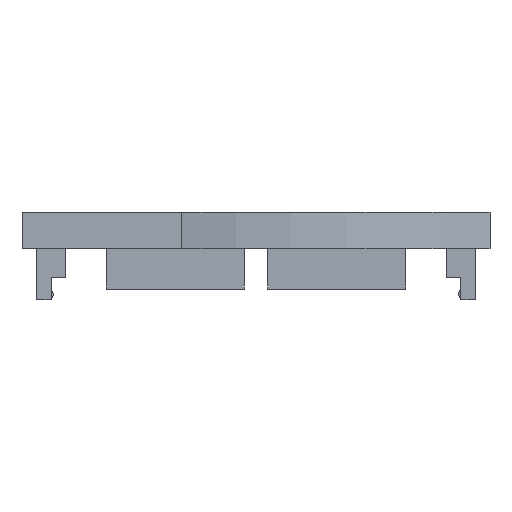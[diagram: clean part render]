
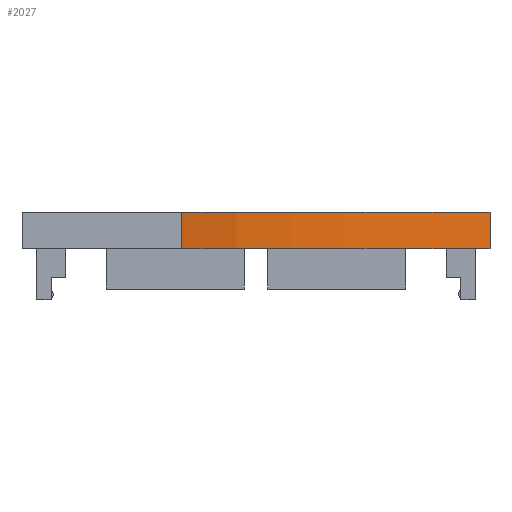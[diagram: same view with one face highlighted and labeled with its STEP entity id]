
A CAD part, left-side view. The second image highlights one B-rep face of the part: STEP entity #2027.
In plain terms, the highlighted cylindrical face has radius 48.083 mm (diameter 96.167 mm), a partial arc.
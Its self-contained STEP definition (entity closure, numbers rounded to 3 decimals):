
#37=CYLINDRICAL_SURFACE('',#2193,48.083);
#81=CIRCLE('',#2072,48.083);
#137=CIRCLE('',#2194,48.083);
#246=FACE_OUTER_BOUND('',#366,.T.);
#366=EDGE_LOOP('',(#1822,#1823,#1824,#1825));
#604=LINE('',#3319,#821);
#605=LINE('',#3323,#822);
#821=VECTOR('',#2711,10.);
#822=VECTOR('',#2716,10.);
#900=VERTEX_POINT('',#2963);
#901=VERTEX_POINT('',#2965);
#1008=VERTEX_POINT('',#3317);
#1009=VERTEX_POINT('',#3321);
#1108=EDGE_CURVE('',#900,#901,#81,.T.);
#1289=EDGE_CURVE('',#1008,#901,#604,.T.);
#1290=EDGE_CURVE('',#1009,#1008,#137,.T.);
#1291=EDGE_CURVE('',#1009,#900,#605,.T.);
#1822=ORIENTED_EDGE('',*,*,#1290,.T.);
#1823=ORIENTED_EDGE('',*,*,#1289,.T.);
#1824=ORIENTED_EDGE('',*,*,#1108,.F.);
#1825=ORIENTED_EDGE('',*,*,#1291,.F.);
#2027=ADVANCED_FACE('',(#246),#37,.T.);
#2072=AXIS2_PLACEMENT_3D('',#2966,#2344,#2345);
#2193=AXIS2_PLACEMENT_3D('',#3320,#2712,#2713);
#2194=AXIS2_PLACEMENT_3D('',#3322,#2714,#2715);
#2344=DIRECTION('center_axis',(0.,0.,-1.));
#2345=DIRECTION('ref_axis',(-0.746,-0.666,0.));
#2711=DIRECTION('',(0.,0.,-1.));
#2712=DIRECTION('center_axis',(0.,0.,-1.));
#2713=DIRECTION('ref_axis',(-0.746,-0.666,0.));
#2714=DIRECTION('center_axis',(0.,0.,-1.));
#2715=DIRECTION('ref_axis',(-0.746,-0.666,0.));
#2716=DIRECTION('',(0.,0.,-1.));
#2963=CARTESIAN_POINT('',(-35.889,-32.,-95.));
#2965=CARTESIAN_POINT('',(-47.,10.149,-95.));
#2966=CARTESIAN_POINT('Origin',(0.,0.,
-95.));
#3317=CARTESIAN_POINT('',(-47.,10.149,-90.));
#3319=CARTESIAN_POINT('',(-47.,10.149,-90.));
#3320=CARTESIAN_POINT('Origin',(0.,0.,
-90.));
#3321=CARTESIAN_POINT('',(-35.889,-32.,-90.));
#3322=CARTESIAN_POINT('Origin',(0.,0.,
-90.));
#3323=CARTESIAN_POINT('',(-35.889,-32.,-90.));
